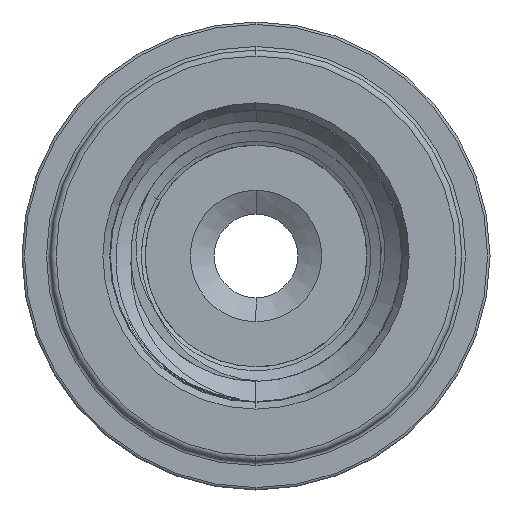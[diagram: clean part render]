
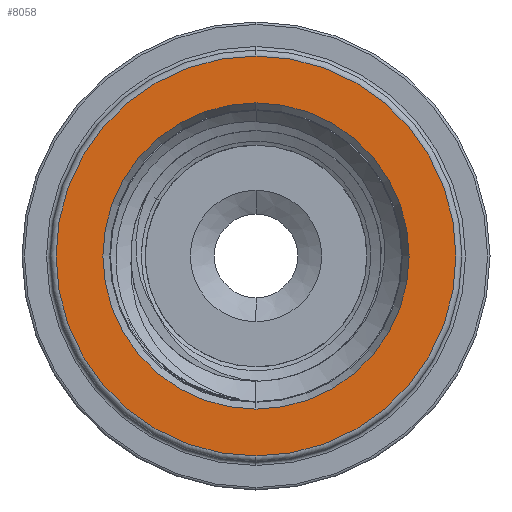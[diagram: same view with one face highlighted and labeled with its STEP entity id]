
A CAD part, left-side view. The second image highlights one B-rep face of the part: STEP entity #8058.
In plain terms, the highlighted planar face has unit normal (-1, 0, 0).
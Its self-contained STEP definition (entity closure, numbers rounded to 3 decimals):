
#46 = EDGE_CURVE ( 'NONE', #2786, #7568, #8678, .T. ) ;
#470 = CARTESIAN_POINT ( 'NONE',  ( 0., 0., -16.75 ) ) ;
#517 = DIRECTION ( 'NONE',  ( 0., 0., -1. ) ) ;
#692 = VERTEX_POINT ( 'NONE', #7513 ) ;
#759 = AXIS2_PLACEMENT_3D ( 'NONE', #1346, #6432, #2113 ) ;
#845 = CIRCLE ( 'NONE', #759, 12.827 ) ;
#989 = DIRECTION ( 'NONE',  ( -1., 0., 0. ) ) ;
#1346 = CARTESIAN_POINT ( 'NONE',  ( 0., 0., 0. ) ) ;
#1439 = DIRECTION ( 'NONE',  ( -1., 0., 0. ) ) ;
#1601 = CARTESIAN_POINT ( 'NONE',  ( 0., 0., -12.827 ) ) ;
#1848 = ORIENTED_EDGE ( 'NONE', *, *, #7289, .F. ) ;
#1904 = VERTEX_POINT ( 'NONE', #1601 ) ;
#1976 = AXIS2_PLACEMENT_3D ( 'NONE', #3630, #3220, #3153 ) ;
#2031 = AXIS2_PLACEMENT_3D ( 'NONE', #4215, #4937, #517 ) ;
#2113 = DIRECTION ( 'NONE',  ( 0., 0., 1. ) ) ;
#2786 = VERTEX_POINT ( 'NONE', #4152 ) ;
#3153 = DIRECTION ( 'NONE',  ( 0., 0., -1. ) ) ;
#3220 = DIRECTION ( 'NONE',  ( -1., 0., 0. ) ) ;
#3630 = CARTESIAN_POINT ( 'NONE',  ( 0., 0., 0. ) ) ;
#3666 = AXIS2_PLACEMENT_3D ( 'NONE', #5391, #989, #6108 ) ;
#4152 = CARTESIAN_POINT ( 'NONE',  ( 0., 0., 16.75 ) ) ;
#4215 = CARTESIAN_POINT ( 'NONE',  ( 0., 0., -17.25 ) ) ;
#4555 = AXIS2_PLACEMENT_3D ( 'NONE', #5807, #1439, #6519 ) ;
#4937 = DIRECTION ( 'NONE',  ( 1., 0., 0. ) ) ;
#5203 = EDGE_CURVE ( 'NONE', #7568, #2786, #5628, .T. ) ;
#5391 = CARTESIAN_POINT ( 'NONE',  ( 0., 0., 0. ) ) ;
#5628 = CIRCLE ( 'NONE', #4555, 16.75 ) ;
#5807 = CARTESIAN_POINT ( 'NONE',  ( 0., 0., 0. ) ) ;
#6008 = ORIENTED_EDGE ( 'NONE', *, *, #5203, .T. ) ;
#6108 = DIRECTION ( 'NONE',  ( 0., 0., 1. ) ) ;
#6346 = CIRCLE ( 'NONE', #3666, 12.827 ) ;
#6432 = DIRECTION ( 'NONE',  ( -1., 0., 0. ) ) ;
#6519 = DIRECTION ( 'NONE',  ( 0., 0., -1. ) ) ;
#6593 = EDGE_CURVE ( 'NONE', #1904, #692, #6346, .T. ) ;
#6661 = FACE_OUTER_BOUND ( 'NONE', #7893, .T. ) ;
#7289 = EDGE_CURVE ( 'NONE', #692, #1904, #845, .T. ) ;
#7418 = EDGE_LOOP ( 'NONE', ( #1848, #9139 ) ) ;
#7513 = CARTESIAN_POINT ( 'NONE',  ( 0., 0., 12.827 ) ) ;
#7568 = VERTEX_POINT ( 'NONE', #470 ) ;
#7893 = EDGE_LOOP ( 'NONE', ( #6008, #8447 ) ) ;
#8058 = ADVANCED_FACE ( 'NONE', ( #6661, #8318 ), #8405, .F. ) ;
#8318 = FACE_BOUND ( 'NONE', #7418, .T. ) ;
#8405 = PLANE ( 'NONE',  #2031 ) ;
#8447 = ORIENTED_EDGE ( 'NONE', *, *, #46, .T. ) ;
#8678 = CIRCLE ( 'NONE', #1976, 16.75 ) ;
#9139 = ORIENTED_EDGE ( 'NONE', *, *, #6593, .F. ) ;
